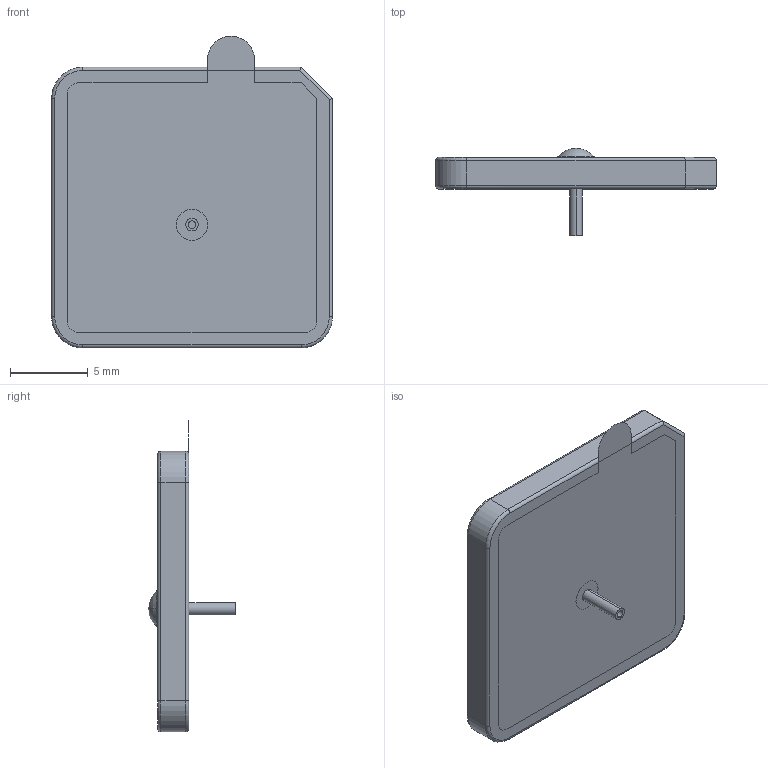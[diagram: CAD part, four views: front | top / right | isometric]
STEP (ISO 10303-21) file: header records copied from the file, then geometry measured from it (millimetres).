
FILE_DESCRIPTION (( 'STEP AP214' ), '1' );
FILE_NAME ('APAE1575R1820ABDC1-Treor.STEP', '2023-03-01T13:09:43', ( '' ), ( '' ), 'SwSTEP 2.0', 'SolidWorks 2021', '' );
FILE_SCHEMA (( 'AUTOMOTIVE_DESIGN' ));
Length unit declared in the file: millimetre
Products named in the file (1): APAE1575R1820ABDC1-Treor
Bounding box: 18 x 5.6 x 20 mm (x, y, z)
Volume: 640.1 mm3; surface area: 1297.8 mm2
Topology: 2 solids, 2 shells, 173 faces, 449 edges, 295 vertices
Faces by surface type: plane 77, bspline 62, cylinder 24, torus 8, sphere 2
Entity records: 9089 total; most frequent: CARTESIAN_POINT 4756, ORIENTED_EDGE 892, DIRECTION 597, EDGE_CURVE 446, VERTEX_POINT 294, LINE 263, VECTOR 263, EDGE_LOOP 192
